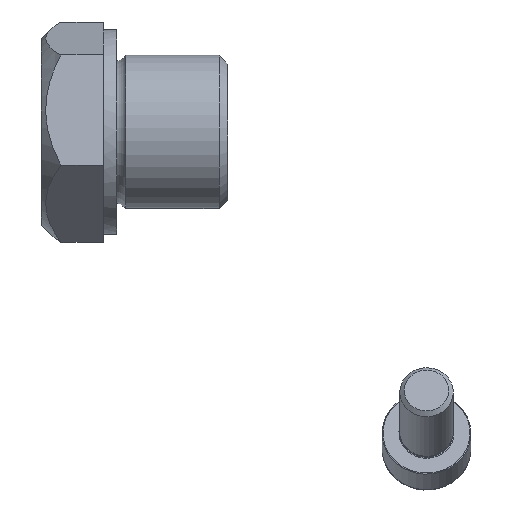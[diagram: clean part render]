
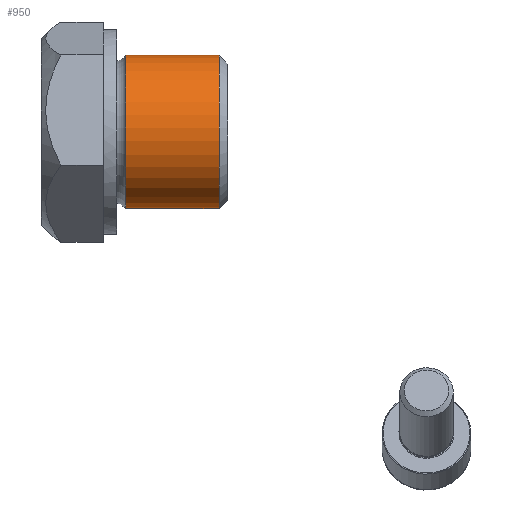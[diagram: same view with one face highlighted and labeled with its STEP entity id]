
A CAD part, left-side view. The second image highlights one B-rep face of the part: STEP entity #950.
In plain terms, the highlighted cylindrical face has radius 8.65 mm (diameter 17.3 mm), a full revolution.
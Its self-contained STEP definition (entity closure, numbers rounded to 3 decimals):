
#117=CYLINDRICAL_SURFACE('',#1031,8.65);
#208=ORIENTED_EDGE('',*,*,#325,.T.);
#209=ORIENTED_EDGE('',*,*,#326,.T.);
#325=EDGE_CURVE('',#391,#391,#433,.T.);
#326=EDGE_CURVE('',#392,#392,#434,.T.);
#391=VERTEX_POINT('',#1385);
#392=VERTEX_POINT('',#1388);
#433=CIRCLE('',#1030,8.65);
#434=CIRCLE('',#1032,8.65);
#481=EDGE_LOOP('',(#208));
#482=EDGE_LOOP('',(#209));
#545=FACE_BOUND('',#481,.T.);
#546=FACE_BOUND('',#482,.T.);
#950=ADVANCED_FACE('',(#545,#546),#117,.T.);
#1030=AXIS2_PLACEMENT_3D('',#1384,#1183,#1184);
#1031=AXIS2_PLACEMENT_3D('',#1386,#1185,#1186);
#1032=AXIS2_PLACEMENT_3D('',#1387,#1187,#1188);
#1183=DIRECTION('',(0.,1.,0.));
#1184=DIRECTION('',(0.225,0.,0.974));
#1185=DIRECTION('',(0.,1.,0.));
#1186=DIRECTION('',(0.225,0.,0.974));
#1187=DIRECTION('',(0.,-1.,0.));
#1188=DIRECTION('',(-0.225,0.,-0.974));
#1384=CARTESIAN_POINT('',(-25.585,26.44,140.458));
#1385=CARTESIAN_POINT('',(-23.634,26.44,148.886));
#1386=CARTESIAN_POINT('',(-25.585,25.44,140.458));
#1387=CARTESIAN_POINT('',(-25.585,36.94,140.458));
#1388=CARTESIAN_POINT('',(-27.535,36.94,132.031));
